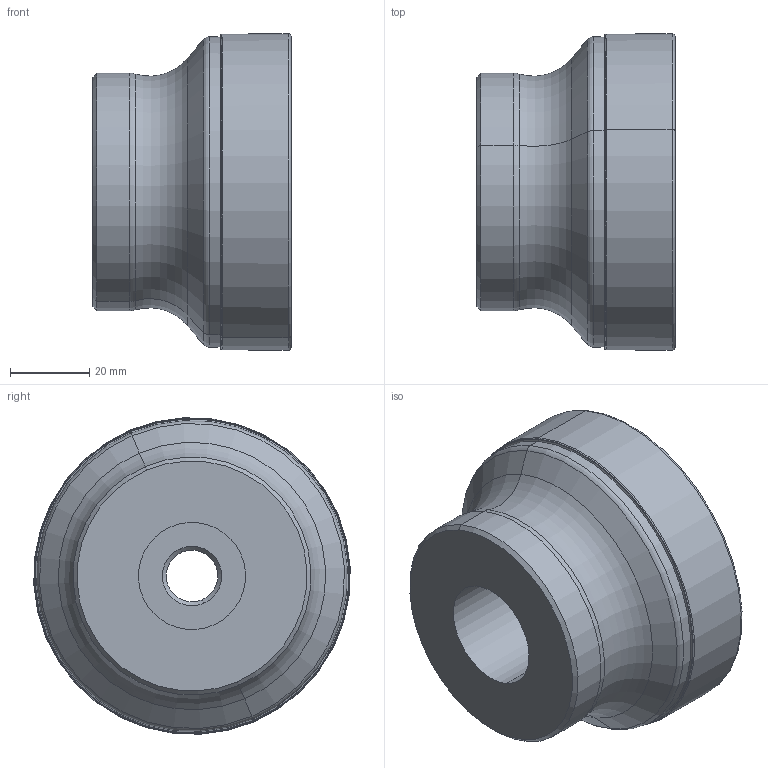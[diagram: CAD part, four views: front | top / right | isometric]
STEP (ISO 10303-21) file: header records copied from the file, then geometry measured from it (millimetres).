
FILE_DESCRIPTION(('CATIA V5 STEP Exchange'),'2;1');
FILE_NAME('Bm55591-FT_BF90_LD18-080_Z07.stp','2019-05-13T12:03:05+00:00',('none'),('none'),'CATIA Version 5-6 Release 2016 SP5 HF39','CATIA V5 STEP AP203','none');
FILE_SCHEMA(('CONFIG_CONTROL_DESIGN'));
Length unit declared in the file: millimetre
Products named in the file (1): Bm55591-KSK_Kontrolle_Schnittkontur_LDMX18
Bounding box: 50 x 79.78 x 79.78 mm (x, y, z)
Volume: 155066.3 mm3; surface area: 22688.9 mm2
Topology: 1 solids, 1 shells, 78 faces, 156 edges, 82 vertices
Faces by surface type: torus 30, cone 22, revolution 14, cylinder 8, plane 4
Entity records: 1993 total; most frequent: CARTESIAN_POINT 521, ORIENTED_EDGE 312, DIRECTION 225, EDGE_CURVE 156, AXIS2_PLACEMENT_3D 149, CIRCLE 114, EDGE_LOOP 82, VERTEX_POINT 82
